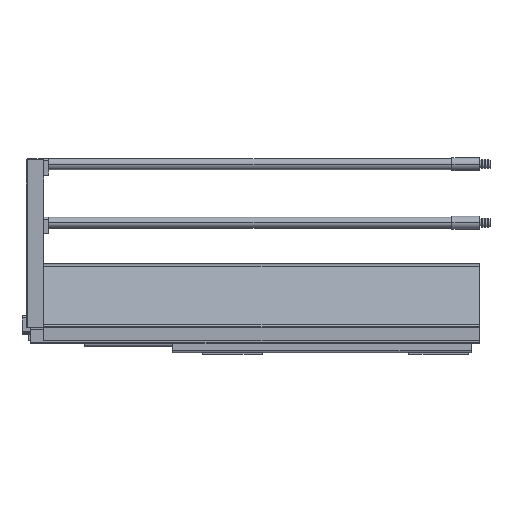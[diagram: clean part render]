
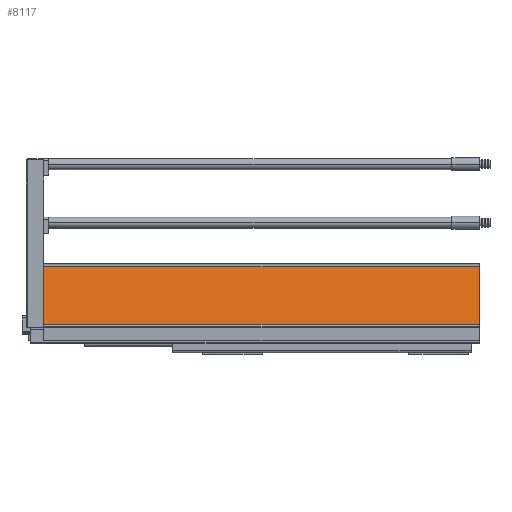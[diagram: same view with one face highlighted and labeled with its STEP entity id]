
A CAD part, top view. The second image highlights one B-rep face of the part: STEP entity #8117.
In plain terms, the highlighted planar face has unit normal (0, 0.208, 0.978).
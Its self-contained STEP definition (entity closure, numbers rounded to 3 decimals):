
#331 = LINE ( 'NONE', #1304, #2343 ) ;
#1212 = ORIENTED_EDGE ( 'NONE', *, *, #1482, .T. ) ;
#1229 = VECTOR ( 'NONE', #3236, 1000. ) ;
#1304 = CARTESIAN_POINT ( 'NONE',  ( 0., 17.084, 34.466 ) ) ;
#1482 = EDGE_CURVE ( 'NONE', #3804, #11680, #3832, .T. ) ;
#2343 = VECTOR ( 'NONE', #7322, 1000. ) ;
#2448 = CARTESIAN_POINT ( 'NONE',  ( -475.5, 17.084, 34.466 ) ) ;
#2763 = CARTESIAN_POINT ( 'NONE',  ( 0., 80.422, 21.003 ) ) ;
#3236 = DIRECTION ( 'NONE',  ( 0., -0.978, 0.208 ) ) ;
#3252 = DIRECTION ( 'NONE',  ( 1., 0., 0. ) ) ;
#3804 = VERTEX_POINT ( 'NONE', #7148 ) ;
#3832 = LINE ( 'NONE', #4679, #7273 ) ;
#3885 = CARTESIAN_POINT ( 'NONE',  ( -492., 80.422, 21.003 ) ) ;
#4233 = VERTEX_POINT ( 'NONE', #2763 ) ;
#4679 = CARTESIAN_POINT ( 'NONE',  ( -475.5, 80.422, 21.003 ) ) ;
#5828 = PLANE ( 'NONE',  #12702 ) ;
#6066 = VECTOR ( 'NONE', #3252, 1000. ) ;
#6277 = ORIENTED_EDGE ( 'NONE', *, *, #11139, .T. ) ;
#6613 = EDGE_LOOP ( 'NONE', ( #12593, #1212, #6277, #10850 ) ) ;
#7148 = CARTESIAN_POINT ( 'NONE',  ( -475.5, 80.422, 21.003 ) ) ;
#7196 = LINE ( 'NONE', #11686, #6066 ) ;
#7273 = VECTOR ( 'NONE', #12519, 1000. ) ;
#7322 = DIRECTION ( 'NONE',  ( 1., 0., 0. ) ) ;
#7371 = CARTESIAN_POINT ( 'NONE',  ( 0., 80.422, 21.003 ) ) ;
#7547 = CARTESIAN_POINT ( 'NONE',  ( 0., 17.084, 34.466 ) ) ;
#7834 = DIRECTION ( 'NONE',  ( 0., -0.978, 0.208 ) ) ;
#7967 = FACE_OUTER_BOUND ( 'NONE', #6613, .T. ) ;
#8117 = ADVANCED_FACE ( 'NONE', ( #7967 ), #5828, .T. ) ;
#9787 = DIRECTION ( 'NONE',  ( 0., 0.208, 0.978 ) ) ;
#10850 = ORIENTED_EDGE ( 'NONE', *, *, #11694, .F. ) ;
#10912 = VERTEX_POINT ( 'NONE', #7547 ) ;
#10990 = EDGE_CURVE ( 'NONE', #3804, #4233, #7196, .T. ) ;
#11139 = EDGE_CURVE ( 'NONE', #11680, #10912, #331, .T. ) ;
#11680 = VERTEX_POINT ( 'NONE', #2448 ) ;
#11686 = CARTESIAN_POINT ( 'NONE',  ( -492., 80.422, 21.003 ) ) ;
#11694 = EDGE_CURVE ( 'NONE', #4233, #10912, #12293, .T. ) ;
#12293 = LINE ( 'NONE', #7371, #1229 ) ;
#12519 = DIRECTION ( 'NONE',  ( 0., -0.978, 0.208 ) ) ;
#12593 = ORIENTED_EDGE ( 'NONE', *, *, #10990, .F. ) ;
#12702 = AXIS2_PLACEMENT_3D ( 'NONE', #3885, #9787, #7834 ) ;
